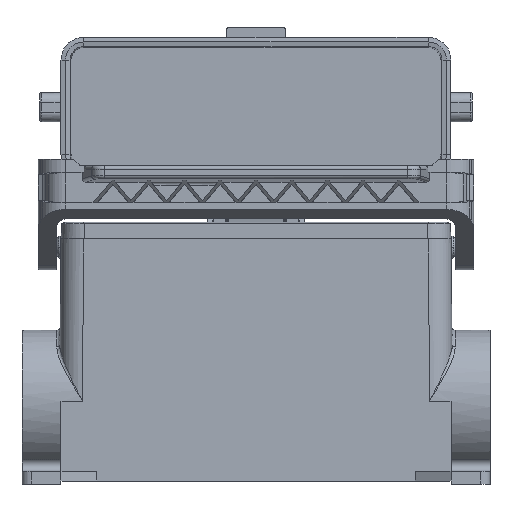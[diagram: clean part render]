
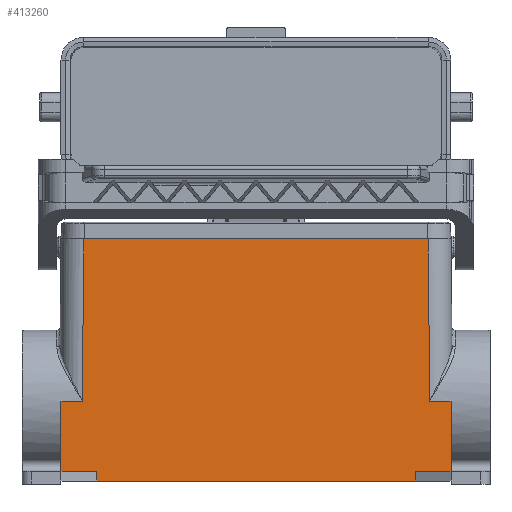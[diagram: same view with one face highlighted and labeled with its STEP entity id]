
A CAD part, front view. The second image highlights one B-rep face of the part: STEP entity #413260.
In plain terms, the highlighted face is planar.
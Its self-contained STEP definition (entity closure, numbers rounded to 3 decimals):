
#600=CARTESIAN_POINT('',(113.319,61.705,74.5));
#610=VERTEX_POINT('',#600);
#1450=CARTESIAN_POINT('',(7.318,61.705,74.5));
#1460=VERTEX_POINT('',#1450);
#1490=CARTESIAN_POINT('',(120.637,61.705,74.5));
#1500=DIRECTION('',(1.,0.,0.));
#1510=VECTOR('',#1500,1.);
#1520=LINE('',#1490,#1510);
#1530=EDGE_CURVE('',#1460,#610,#1520,.T.);
#361040=CARTESIAN_POINT('',(120.319,62.329,3.
));
#361050=VERTEX_POINT('',#361040);
#361080=CARTESIAN_POINT('',(0.,62.329,3.));
#361090=DIRECTION('',(-1.,0.,0.));
#361100=VECTOR('',#361090,1.);
#361110=LINE('',#361080,#361100);
#361120=CARTESIAN_POINT('',(109.275,62.329,
3.));
#361130=VERTEX_POINT('',#361120);
#361140=EDGE_CURVE('',#361050,#361130,#361110,.T.);
#376980=CARTESIAN_POINT('',(113.754,62.14,
24.691));
#376990=VERTEX_POINT('',#376980);
#378300=CARTESIAN_POINT('',(113.968,62.355,
0.061));
#378310=DIRECTION('',(-0.009,-0.009,
1.));
#378320=VECTOR('',#378310,1.);
#378330=LINE('',#378300,#378320);
#378340=EDGE_CURVE('',#376990,#610,#378330,.T.);
#388470=CARTESIAN_POINT('',(6.884,62.14,
24.691));
#388480=VERTEX_POINT('',#388470);
#388510=CARTESIAN_POINT('',(6.669,62.355,
0.061));
#388520=DIRECTION('',(0.009,-0.009,
1.));
#388530=VECTOR('',#388520,1.);
#388540=LINE('',#388510,#388530);
#388550=EDGE_CURVE('',#388480,#1460,#388540,.T.);
#389390=CARTESIAN_POINT('',(109.32,62.355,
0.));
#389400=VERTEX_POINT('',#389390);
#389450=CARTESIAN_POINT('',(109.32,62.355,0.));
#389460=DIRECTION('',(0.015,0.009,
-1.));
#389470=VECTOR('',#389460,1.);
#389480=LINE('',#389450,#389470);
#389490=EDGE_CURVE('',#361130,#389400,#389480,.T.);
#390700=CARTESIAN_POINT('',(11.317,62.355,
0.));
#390710=VERTEX_POINT('',#390700);
#391980=CARTESIAN_POINT('',(0.,62.355,0.));
#391990=DIRECTION('',(1.,0.,0.));
#392000=VECTOR('',#391990,1.);
#392010=LINE('',#391980,#392000);
#392020=EDGE_CURVE('',#390710,#389400,#392010,.T.);
#403640=CARTESIAN_POINT('',(6.882,62.141,24.5));
#403650=VERTEX_POINT('',#403640);
#403660=EDGE_CURVE('',#403650,#388480,#388540,.T.);
#407630=CARTESIAN_POINT('',(120.319,62.141,24.5));
#407640=VERTEX_POINT('',#407630);
#407670=CARTESIAN_POINT('',(120.319,62.355,0.));
#407680=DIRECTION('',(-0.,0.009,-1.));
#407690=VECTOR('',#407680,1.);
#407700=LINE('',#407670,#407690);
#407710=EDGE_CURVE('',#407640,#361050,#407700,.T.);
#411710=CARTESIAN_POINT('',(113.755,62.141,24.5));
#411720=VERTEX_POINT('',#411710);
#411750=CARTESIAN_POINT('',(0.,62.141,24.5));
#411760=DIRECTION('',(1.,-0.,0.));
#411770=VECTOR('',#411760,1.);
#411780=LINE('',#411750,#411770);
#411790=EDGE_CURVE('',#411720,#407640,#411780,.T.);
#412780=CARTESIAN_POINT('',(120.319,62.355,
0.003));
#412790=DIRECTION('',(-0.,-1.,-0.009));
#412800=DIRECTION('',(-1.,0.,0.));
#412810=AXIS2_PLACEMENT_3D('',#412780,#412790,#412800);
#412820=PLANE('',#412810);
#412830=ORIENTED_EDGE('',*,*,#411790,.T.);
#412840=EDGE_CURVE('',#411720,#376990,#378330,.T.);
#412850=ORIENTED_EDGE('',*,*,#412840,.F.);
#412860=ORIENTED_EDGE('',*,*,#378340,.F.);
#412870=ORIENTED_EDGE('',*,*,#1530,.T.);
#412880=ORIENTED_EDGE('',*,*,#388550,.T.);
#412890=ORIENTED_EDGE('',*,*,#403660,.T.);
#412900=CARTESIAN_POINT('',(0.,62.141,24.5));
#412910=DIRECTION('',(-1.,-0.,0.));
#412920=VECTOR('',#412910,1.);
#412930=LINE('',#412900,#412920);
#412940=CARTESIAN_POINT('',(0.319,62.141,24.5));
#412950=VERTEX_POINT('',#412940);
#412960=EDGE_CURVE('',#403650,#412950,#412930,.T.);
#412970=ORIENTED_EDGE('',*,*,#412960,.F.);
#412980=CARTESIAN_POINT('',(0.319,62.355,0.));
#412990=DIRECTION('',(-0.,0.009,-1.));
#413000=VECTOR('',#412990,1.);
#413010=LINE('',#412980,#413000);
#413020=CARTESIAN_POINT('',(0.319,62.329,
3.));
#413030=VERTEX_POINT('',#413020);
#413040=EDGE_CURVE('',#412950,#413030,#413010,.T.);
#413050=ORIENTED_EDGE('',*,*,#413040,.F.);
#413060=CARTESIAN_POINT('',(0.,62.329,3.));
#413070=DIRECTION('',(1.,0.,0.));
#413080=VECTOR('',#413070,1.);
#413090=LINE('',#413060,#413080);
#413100=CARTESIAN_POINT('',(11.362,62.329,
3.));
#413110=VERTEX_POINT('',#413100);
#413120=EDGE_CURVE('',#413030,#413110,#413090,.T.);
#413130=ORIENTED_EDGE('',*,*,#413120,.F.);
#413140=CARTESIAN_POINT('',(11.317,62.355,
0.));
#413150=DIRECTION('',(-0.015,0.009,
-1.));
#413160=VECTOR('',#413150,1.);
#413170=LINE('',#413140,#413160);
#413180=EDGE_CURVE('',#413110,#390710,#413170,.T.);
#413190=ORIENTED_EDGE('',*,*,#413180,.F.);
#413200=ORIENTED_EDGE('',*,*,#392020,.F.);
#413210=ORIENTED_EDGE('',*,*,#389490,.T.);
#413220=ORIENTED_EDGE('',*,*,#361140,.T.);
#413230=ORIENTED_EDGE('',*,*,#407710,.T.);
#413240=EDGE_LOOP('',(#413230,#413220,#413210,#413200,#413190,#413130,
#413050,#412970,#412890,#412880,#412870,#412860,#412850,#412830));
#413250=FACE_OUTER_BOUND('',#413240,.T.);
#413260=ADVANCED_FACE('',(#413250),#412820,.F.);
